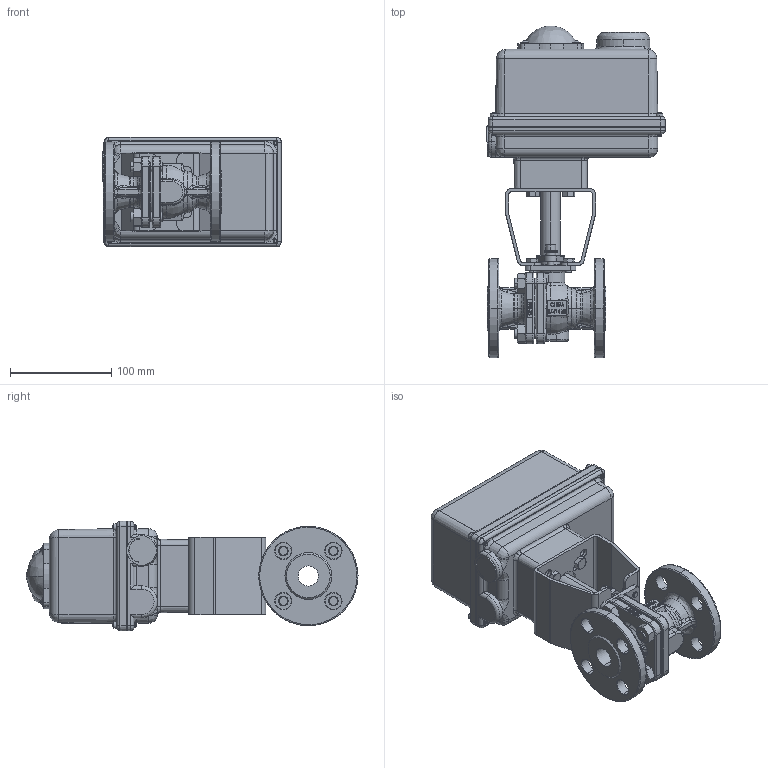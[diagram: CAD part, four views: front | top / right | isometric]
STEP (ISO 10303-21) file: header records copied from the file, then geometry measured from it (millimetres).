
FILE_DESCRIPTION (( 'STEP AP203' ), '1' );
FILE_NAME ('5801F-075_ER-2.STEP', '2017-11-27T19:53:56', ( '' ), ( '' ), 'SwSTEP 2.0', 'SolidWorks 2014', '' );
FILE_SCHEMA (( 'CONFIG_CONTROL_DESIGN' ));
Products named in the file (1): 5801F-075_ER-2
Bounding box: 176.31 x 327.84 x 108.29 mm (x, y, z)
Volume: 1818193.5 mm3; surface area: 298827.4 mm2
Topology: 30 solids, 30 shells, 1873 faces, 4819 edges, 3075 vertices
Faces by surface type: plane 659, cylinder 531, bspline 374, cone 306, torus 3
Entity records: 93462 total; most frequent: CARTESIAN_POINT 51750, ORIENTED_EDGE 9598, DIRECTION 7305, EDGE_CURVE 4799, VERTEX_POINT 3075, AXIS2_PLACEMENT_3D 2719, EDGE_LOOP 2074, FACE_OUTER_BOUND 1873
